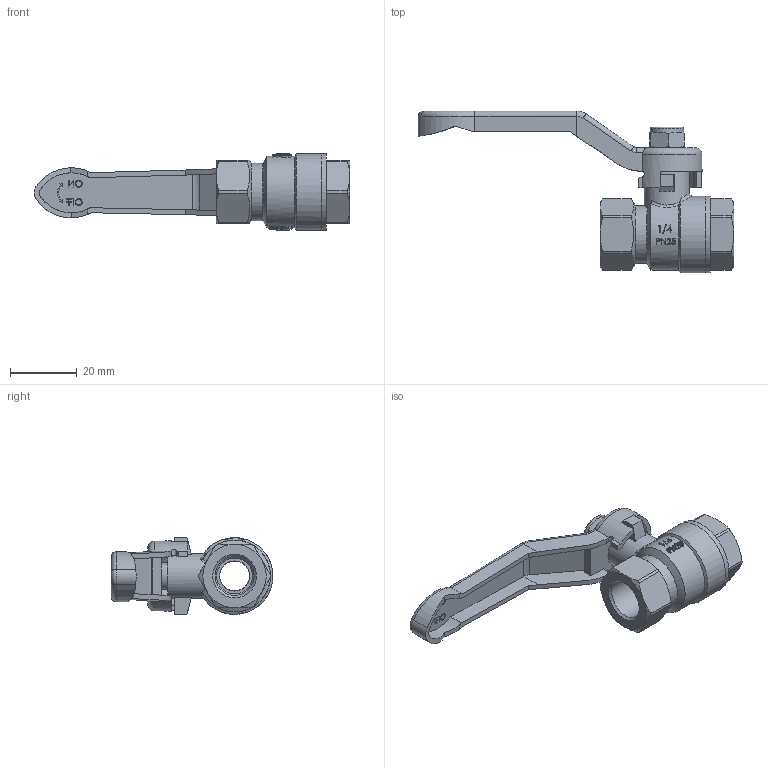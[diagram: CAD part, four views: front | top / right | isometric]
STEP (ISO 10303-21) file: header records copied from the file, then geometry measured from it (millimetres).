
FILE_DESCRIPTION(/* description */ (''),/* implementation_level */ '2;1');
FILE_NAME(/* name */ 'kh_14_b_e.stp',/* time_stamp */ '2016-12-15T08:59:44+01:00',/* author */ ('hamoud'),/* organization */ (''),/* preprocessor_version */ 'ST-DEVELOPER v15.6',/* originating_system */ 'Autodesk Inventor LT ',/* authorisation */ '');
FILE_SCHEMA (('AUTOMOTIVE_DESIGN { 1 0 10303 214 3 1 1 }'));
Length unit declared in the file: millimetre
Products named in the file (1): kh_14_b_e
Bounding box: 94.5 x 48.5 x 23 mm (x, y, z)
Volume: 15461.7 mm3; surface area: 15891.9 mm2
Topology: 11 solids, 11 shells, 425 faces, 1143 edges, 783 vertices
Faces by surface type: plane 175, bspline 96, cylinder 89, cone 45, torus 19, sphere 1
Full cylindrical faces by diameter (mm): 5 x1, 5.7 x4, 7 x1, 7.5 x1, 7.857 x1, 8 x4, 9 x5, 9.5 x1, 10 x1, 10.5 x1, 11.7 x2, 13.5 x1, 14.5 x4, 17.3 x1, 18.7 x1, 19.8 x1, 20.5 x1, 23 x2
Entity records: 22122 total; most frequent: CARTESIAN_POINT 12436, ORIENTED_EDGE 2118, DIRECTION 1689, EDGE_CURVE 1059, VERTEX_POINT 760, AXIS2_PLACEMENT_3D 616, EDGE_LOOP 551, LINE 457
